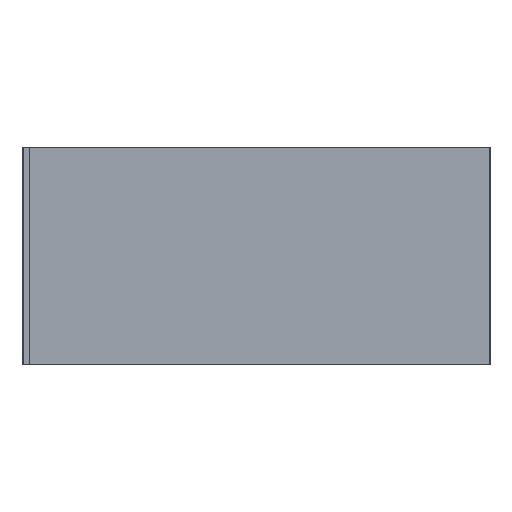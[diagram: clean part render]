
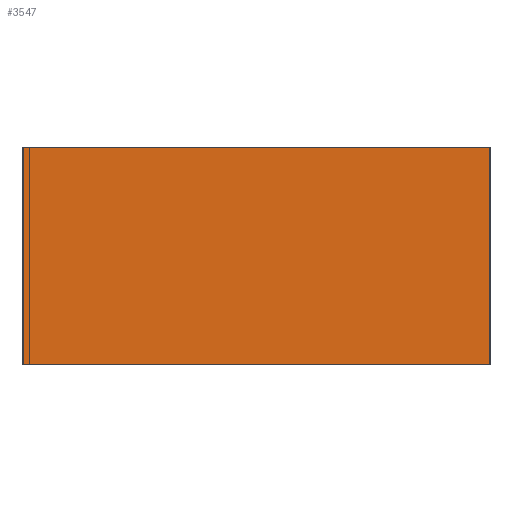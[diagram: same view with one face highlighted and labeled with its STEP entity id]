
A CAD part, left-side view. The second image highlights one B-rep face of the part: STEP entity #3547.
In plain terms, the highlighted planar face has unit normal (-1, 0, 0).
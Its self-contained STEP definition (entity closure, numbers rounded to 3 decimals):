
#147 = DIRECTION ( 'NONE',  ( 0., 1., 0. ) ) ;
#650 = EDGE_CURVE ( 'NONE', #2933, #6431, #8531, .T. ) ;
#917 = ORIENTED_EDGE ( 'NONE', *, *, #650, .F. ) ;
#1516 = DIRECTION ( 'NONE',  ( 0., 0., 1. ) ) ;
#1573 = PLANE ( 'NONE',  #10241 ) ;
#1964 = LINE ( 'NONE', #10476, #7336 ) ;
#2253 = VECTOR ( 'NONE', #9657, 1000. ) ;
#2272 = CARTESIAN_POINT ( 'NONE',  ( -50., 6.124, 4. ) ) ;
#2359 = DIRECTION ( 'NONE',  ( -1., 0., 0. ) ) ;
#2870 = CARTESIAN_POINT ( 'NONE',  ( -50., -4.6, 4. ) ) ;
#2933 = VERTEX_POINT ( 'NONE', #5291 ) ;
#3547 = ADVANCED_FACE ( 'NONE', ( #9973 ), #1573, .T. ) ;
#4381 = VERTEX_POINT ( 'NONE', #2272 ) ;
#4551 = EDGE_CURVE ( 'NONE', #6431, #7025, #7109, .T. ) ;
#4832 = CARTESIAN_POINT ( 'NONE',  ( -50., 6.124, -1. ) ) ;
#4955 = LINE ( 'NONE', #5012, #6800 ) ;
#4976 = CARTESIAN_POINT ( 'NONE',  ( -50., 6.15, -4. ) ) ;
#5012 = CARTESIAN_POINT ( 'NONE',  ( -50., 6.15, 4. ) ) ;
#5241 = ORIENTED_EDGE ( 'NONE', *, *, #10807, .F. ) ;
#5291 = CARTESIAN_POINT ( 'NONE',  ( -50., -4.6, 4. ) ) ;
#6207 = DIRECTION ( 'NONE',  ( 0., 0., 1. ) ) ;
#6431 = VERTEX_POINT ( 'NONE', #9741 ) ;
#6548 = VECTOR ( 'NONE', #147, 1000. ) ;
#6800 = VECTOR ( 'NONE', #8337, 1000. ) ;
#7025 = VERTEX_POINT ( 'NONE', #4832 ) ;
#7109 = LINE ( 'NONE', #9496, #6548 ) ;
#7336 = VECTOR ( 'NONE', #6207, 1000. ) ;
#7728 = EDGE_LOOP ( 'NONE', ( #5241, #10586, #917, #9333 ) ) ;
#8337 = DIRECTION ( 'NONE',  ( 0., -1., 0. ) ) ;
#8531 = LINE ( 'NONE', #2870, #2253 ) ;
#9333 = ORIENTED_EDGE ( 'NONE', *, *, #9751, .F. ) ;
#9496 = CARTESIAN_POINT ( 'NONE',  ( -50., -4.6, -1. ) ) ;
#9657 = DIRECTION ( 'NONE',  ( 0., 0., -1. ) ) ;
#9741 = CARTESIAN_POINT ( 'NONE',  ( -50., -4.6, -1. ) ) ;
#9751 = EDGE_CURVE ( 'NONE', #4381, #2933, #4955, .T. ) ;
#9973 = FACE_OUTER_BOUND ( 'NONE', #7728, .T. ) ;
#10241 = AXIS2_PLACEMENT_3D ( 'NONE', #4976, #2359, #1516 ) ;
#10476 = CARTESIAN_POINT ( 'NONE',  ( -50., 6.124, -4. ) ) ;
#10586 = ORIENTED_EDGE ( 'NONE', *, *, #4551, .F. ) ;
#10807 = EDGE_CURVE ( 'NONE', #7025, #4381, #1964, .T. ) ;
